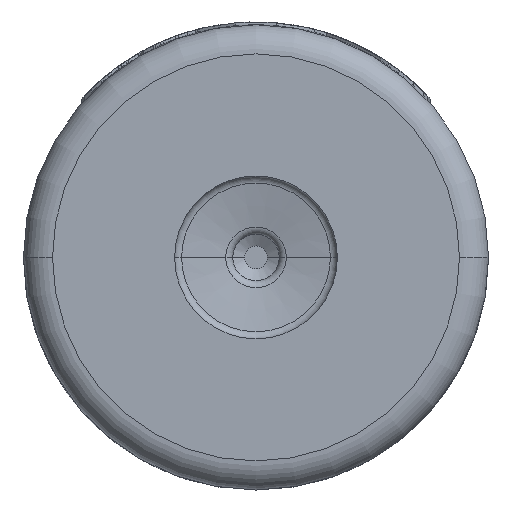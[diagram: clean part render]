
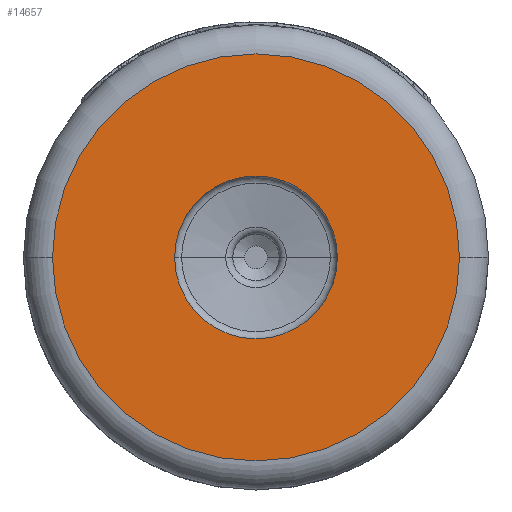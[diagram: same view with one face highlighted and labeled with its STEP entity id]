
A CAD part, front view. The second image highlights one B-rep face of the part: STEP entity #14657.
In plain terms, the highlighted planar face has unit normal (0, -1, 0).
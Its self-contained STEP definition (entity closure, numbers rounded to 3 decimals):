
#1993=CARTESIAN_POINT('',(0.,-4.,0.));
#1994=DIRECTION('',(0.,-1.,0.));
#1995=DIRECTION('',(-1.,0.,0.));
#1996=AXIS2_PLACEMENT_3D('',#1993,#1994,#1995);
#2008=CARTESIAN_POINT('',(0.,-4.,0.));
#2009=DIRECTION('',(0.,-1.,0.));
#2010=DIRECTION('',(-1.,0.,0.));
#2011=AXIS2_PLACEMENT_3D('',#2008,#2009,#2010);
#2013=CARTESIAN_POINT('',(0.,-4.,0.));
#2014=DIRECTION('',(0.,-1.,0.));
#2015=DIRECTION('',(1.,0.,0.));
#2016=AXIS2_PLACEMENT_3D('',#2013,#2014,#2015);
#2018=CARTESIAN_POINT('',(0.,-4.,0.));
#2019=DIRECTION('',(0.,-1.,0.));
#2020=DIRECTION('',(1.,0.,0.));
#2021=AXIS2_PLACEMENT_3D('',#2018,#2019,#2020);
#12467=CARTESIAN_POINT('',(-1.4,-4.,0.));
#12468=CARTESIAN_POINT('',(1.4,-4.,0.));
#12469=VERTEX_POINT('',#12467);
#12470=VERTEX_POINT('',#12468);
#12471=CARTESIAN_POINT('',(3.5,-4.,0.));
#12472=CARTESIAN_POINT('',(-3.5,-4.,0.));
#12473=VERTEX_POINT('',#12471);
#12474=VERTEX_POINT('',#12472);
#14641=CARTESIAN_POINT('',(0.,-4.,0.));
#14642=DIRECTION('',(0.,1.,0.));
#14643=DIRECTION('',(1.,0.,0.));
#14644=AXIS2_PLACEMENT_3D('',#14641,#14642,#14643);
#14645=PLANE('',#14644);
#14647=ORIENTED_EDGE('',*,*,#14646,.F.);
#14648=ORIENTED_EDGE('',*,*,#14631,.F.);
#14649=EDGE_LOOP('',(#14647,#14648));
#14650=FACE_OUTER_BOUND('',#14649,.F.);
#14652=ORIENTED_EDGE('',*,*,#14651,.T.);
#14654=ORIENTED_EDGE('',*,*,#14653,.T.);
#14655=EDGE_LOOP('',(#14652,#14654));
#14656=FACE_BOUND('',#14655,.F.);
#14657=ADVANCED_FACE('',(#14650,#14656),#14645,.F.);
#1997=CIRCLE('',#1996,3.5);
#2012=CIRCLE('',#2011,1.4);
#2017=CIRCLE('',#2016,1.4);
#2022=CIRCLE('',#2021,3.5);
#14631=EDGE_CURVE('',#12474,#12473,#1997,.T.);
#14646=EDGE_CURVE('',#12473,#12474,#2022,.T.);
#14651=EDGE_CURVE('',#12469,#12470,#2012,.T.);
#14653=EDGE_CURVE('',#12470,#12469,#2017,.T.);
